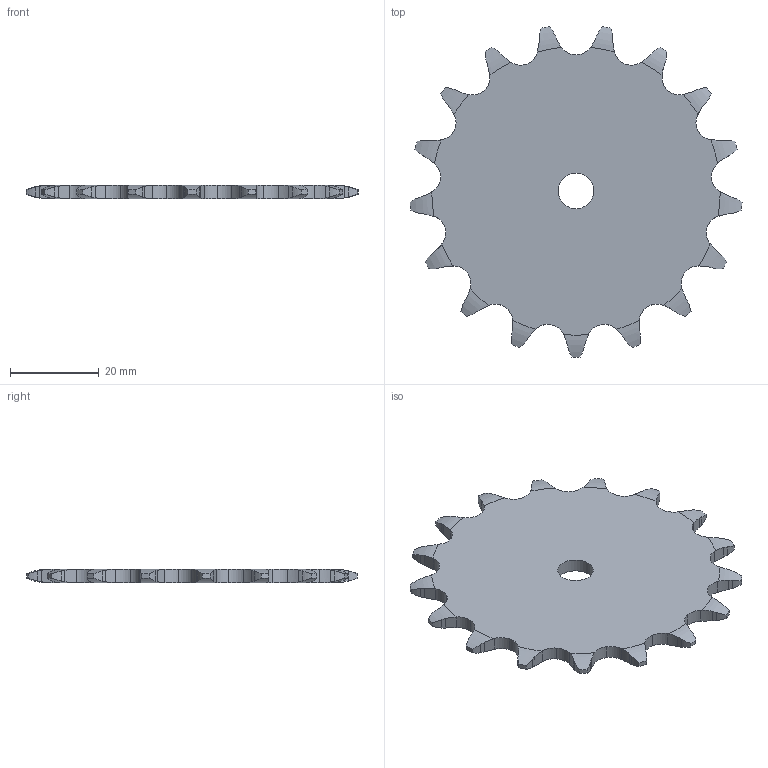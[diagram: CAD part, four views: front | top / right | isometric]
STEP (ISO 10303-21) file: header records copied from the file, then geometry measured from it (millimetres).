
FILE_DESCRIPTION(('FreeCAD Model'),'2;1');
FILE_NAME('Open CASCADE Shape Model','2022-02-12T10:59:16',('FreeCAD'),( 'FreeCAD'),'Open CASCADE STEP processor 7.4','FreeCAD','Unknown');
FILE_SCHEMA(('AUTOMOTIVE_DESIGN { 1 0 10303 214 1 1 1 1 }'));
Length unit declared in the file: millimetre
Products named in the file (1): Open CASCADE STEP translator 7.4 10
Bounding box: 74.73 x 74.42 x 3 mm (x, y, z)
Volume: 10156.7 mm3; surface area: 7816.7 mm2
Topology: 1 solids, 1 shells, 190 faces, 564 edges, 376 vertices
Faces by surface type: cylinder 120, plane 36, torus 34
Full cylindrical faces by diameter (mm): 8 x1
Entity records: 16724 total; most frequent: CARTESIAN_POINT 6879, DIRECTION 1496, ORIENTED_EDGE 1128, PCURVE 1128, DEFINITIONAL_REPRESENTATION 1128, LINE 766, VECTOR 766, B_SPLINE_CURVE_WITH_KNOTS 612
